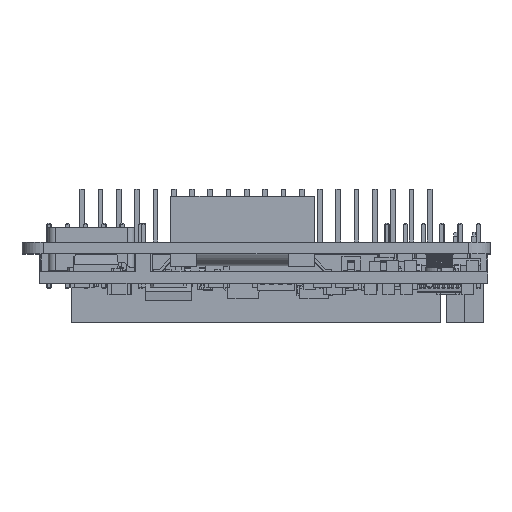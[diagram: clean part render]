
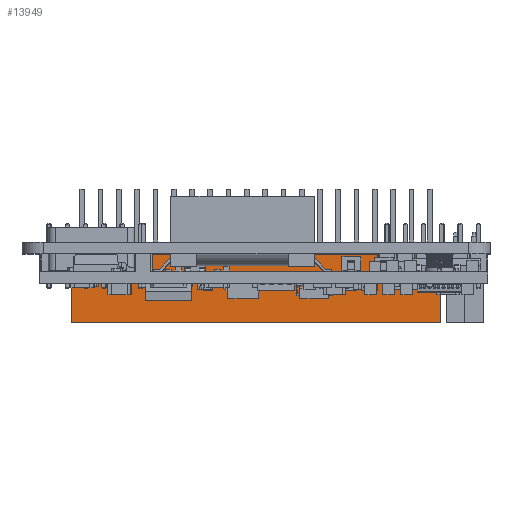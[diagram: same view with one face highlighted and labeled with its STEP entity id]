
A CAD part, top view. The second image highlights one B-rep face of the part: STEP entity #13949.
In plain terms, the highlighted face is planar.
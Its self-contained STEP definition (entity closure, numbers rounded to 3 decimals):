
#3066=DIRECTION('',(0.,-1.,0.));
#3067=VECTOR('',#3066,9.5);
#3068=CARTESIAN_POINT('',(-25.65,4.75,-2.5));
#3069=LINE('',#3068,#3067);
#3073=DIRECTION('',(1.,0.,0.));
#3074=VECTOR('',#3073,51.3);
#3075=CARTESIAN_POINT('',(-25.65,-4.75,-2.5));
#3076=LINE('',#3075,#3074);
#3080=DIRECTION('',(0.,1.,0.));
#3081=VECTOR('',#3080,9.5);
#3082=CARTESIAN_POINT('',(25.65,-4.75,-2.5));
#3083=LINE('',#3082,#3081);
#3087=DIRECTION('',(-1.,0.,0.));
#3088=VECTOR('',#3087,51.3);
#3089=CARTESIAN_POINT('',(25.65,4.75,-2.5));
#3090=LINE('',#3089,#3088);
#12286=CARTESIAN_POINT('',(-25.65,4.75,-2.5));
#12287=CARTESIAN_POINT('',(-25.65,-4.75,-2.5));
#12288=VERTEX_POINT('',#12286);
#12289=VERTEX_POINT('',#12287);
#12290=CARTESIAN_POINT('',(25.65,-4.75,-2.5));
#12291=VERTEX_POINT('',#12290);
#12292=CARTESIAN_POINT('',(25.65,4.75,-2.5));
#12293=VERTEX_POINT('',#12292);
#13934=CARTESIAN_POINT('',(0.,0.,-2.5));
#13935=DIRECTION('',(0.,0.,1.));
#13936=DIRECTION('',(1.,0.,0.));
#13937=AXIS2_PLACEMENT_3D('',#13934,#13935,#13936);
#13938=PLANE('',#13937);
#13940=ORIENTED_EDGE('',*,*,#13939,.T.);
#13942=ORIENTED_EDGE('',*,*,#13941,.T.);
#13944=ORIENTED_EDGE('',*,*,#13943,.T.);
#13946=ORIENTED_EDGE('',*,*,#13945,.T.);
#13947=EDGE_LOOP('',(#13940,#13942,#13944,#13946));
#13948=FACE_OUTER_BOUND('',#13947,.F.);
#13939=EDGE_CURVE('',#12288,#12289,#3069,.T.);
#13941=EDGE_CURVE('',#12289,#12291,#3076,.T.);
#13943=EDGE_CURVE('',#12291,#12293,#3083,.T.);
#13945=EDGE_CURVE('',#12293,#12288,#3090,.T.);
#13949=ADVANCED_FACE('',(#13948),#13938,.F.);
